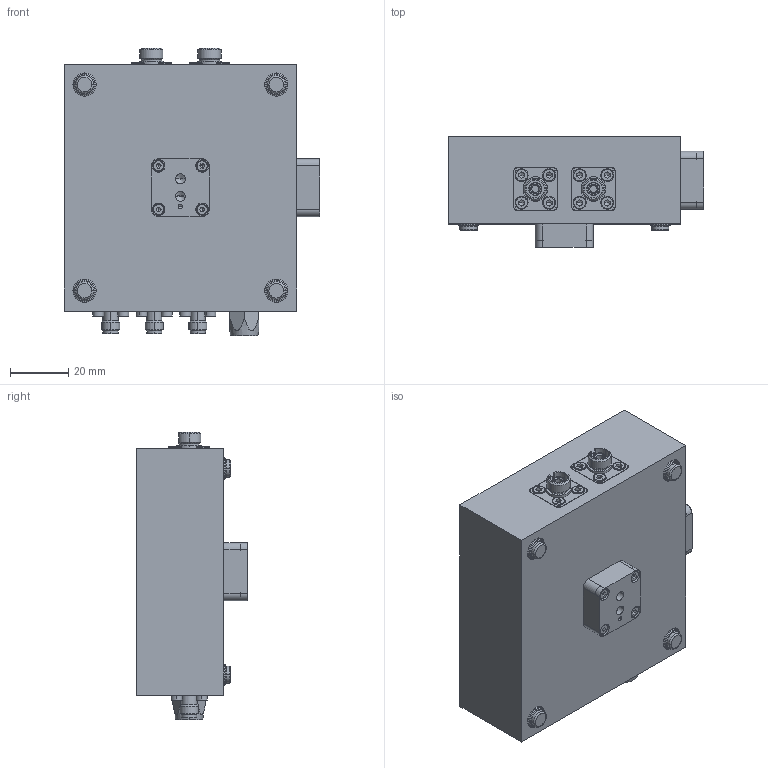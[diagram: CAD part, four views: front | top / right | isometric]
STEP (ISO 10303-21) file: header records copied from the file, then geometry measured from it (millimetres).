
FILE_DESCRIPTION (( 'STEP AP214' ), '1' );
FILE_NAME ('MTN005471-E0W.STEP', '2016-10-11T12:37:21', ( '' ), ( '' ), 'SwSTEP 2.0', 'SolidWorks 2016', '' );
FILE_SCHEMA (( 'AUTOMOTIVE_DESIGN' ));
Length unit declared in the file: millimetre
Products named in the file (1): MTN005471-E0W
Bounding box: 88 x 38 x 99 mm (x, y, z)
Volume: 112013.9 mm3; surface area: 71717.4 mm2
Topology: 95 solids, 97 shells, 3174 faces, 7769 edges, 4930 vertices
Faces by surface type: plane 1829, cylinder 624, bspline 351, cone 218, torus 152
Entity records: 145047 total; most frequent: CARTESIAN_POINT 35529, ORIENTED_EDGE 15322, DIRECTION 14509, EDGE_CURVE 7661, LINE 5057, VECTOR 5057, VERTEX_POINT 4930, AXIS2_PLACEMENT_3D 4726
